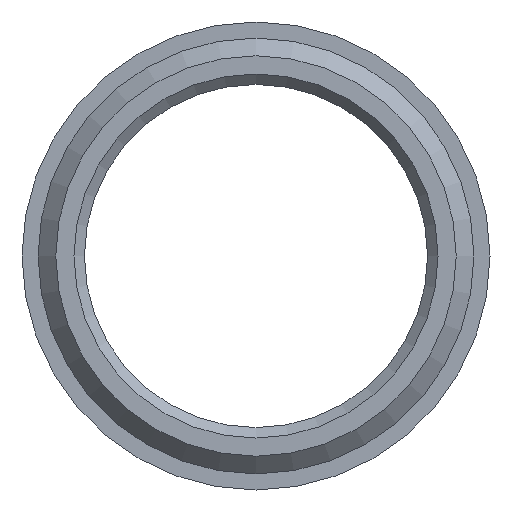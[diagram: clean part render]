
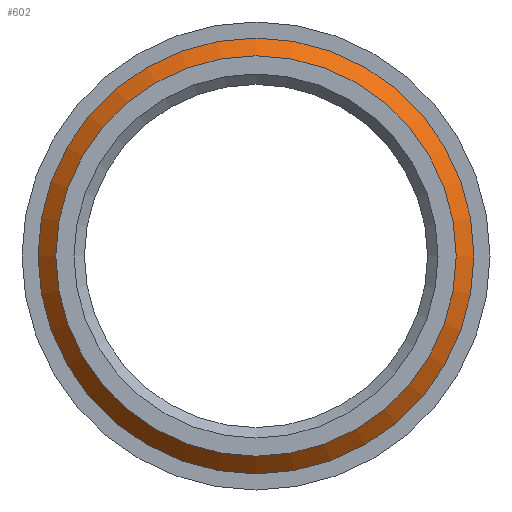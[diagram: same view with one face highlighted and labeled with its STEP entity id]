
A CAD part, left-side view. The second image highlights one B-rep face of the part: STEP entity #602.
In plain terms, the highlighted conical face has half-angle 45 degrees and reference radius 22.347 mm.
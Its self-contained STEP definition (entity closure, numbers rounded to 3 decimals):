
#52=FACE_OUTER_BOUND('',#83,.T.);
#83=EDGE_LOOP('',(#479,#480,#481,#482,#483,#484));
#107=LINE('',#1087,#127);
#127=VECTOR('',#891,22.347);
#188=CIRCLE('',#704,20.955);
#189=CIRCLE('',#705,20.955);
#190=CIRCLE('',#706,19.25);
#191=CIRCLE('',#707,19.25);
#253=VERTEX_POINT('',#1082);
#254=VERTEX_POINT('',#1083);
#255=VERTEX_POINT('',#1086);
#256=VERTEX_POINT('',#1088);
#334=EDGE_CURVE('',#253,#254,#188,.T.);
#335=EDGE_CURVE('',#254,#253,#189,.T.);
#336=EDGE_CURVE('',#254,#255,#107,.T.);
#337=EDGE_CURVE('',#256,#255,#190,.T.);
#338=EDGE_CURVE('',#255,#256,#191,.T.);
#479=ORIENTED_EDGE('',*,*,#334,.F.);
#480=ORIENTED_EDGE('',*,*,#335,.F.);
#481=ORIENTED_EDGE('',*,*,#336,.T.);
#482=ORIENTED_EDGE('',*,*,#337,.F.);
#483=ORIENTED_EDGE('',*,*,#338,.F.);
#484=ORIENTED_EDGE('',*,*,#336,.F.);
#551=CONICAL_SURFACE('',#703,22.347,0.785);
#602=ADVANCED_FACE('',(#52),#551,.T.);
#703=AXIS2_PLACEMENT_3D('',#1081,#885,#886);
#704=AXIS2_PLACEMENT_3D('',#1084,#887,#888);
#705=AXIS2_PLACEMENT_3D('',#1085,#889,#890);
#706=AXIS2_PLACEMENT_3D('',#1089,#892,#893);
#707=AXIS2_PLACEMENT_3D('',#1090,#894,#895);
#885=DIRECTION('center_axis',(1.,0.,0.));
#886=DIRECTION('ref_axis',(0.,1.,0.));
#887=DIRECTION('center_axis',(1.,0.,0.));
#888=DIRECTION('ref_axis',(0.,-1.,0.));
#889=DIRECTION('center_axis',(1.,0.,0.));
#890=DIRECTION('ref_axis',(0.,-1.,0.));
#891=DIRECTION('',(-0.707,0.707,0.));
#892=DIRECTION('center_axis',(-1.,0.,0.));
#893=DIRECTION('ref_axis',(0.,1.,0.));
#894=DIRECTION('center_axis',(-1.,0.,0.));
#895=DIRECTION('ref_axis',(0.,1.,0.));
#1081=CARTESIAN_POINT('Origin',(7.097,0.,0.));
#1082=CARTESIAN_POINT('',(5.705,20.955,0.));
#1083=CARTESIAN_POINT('',(5.705,-20.955,0.));
#1084=CARTESIAN_POINT('Origin',(5.705,0.,0.));
#1085=CARTESIAN_POINT('Origin',(5.705,0.,0.));
#1086=CARTESIAN_POINT('',(4.,-19.25,0.));
#1087=CARTESIAN_POINT('',(7.097,-22.347,0.));
#1088=CARTESIAN_POINT('',(4.,19.25,0.));
#1089=CARTESIAN_POINT('Origin',(4.,0.,0.));
#1090=CARTESIAN_POINT('Origin',(4.,0.,0.));
